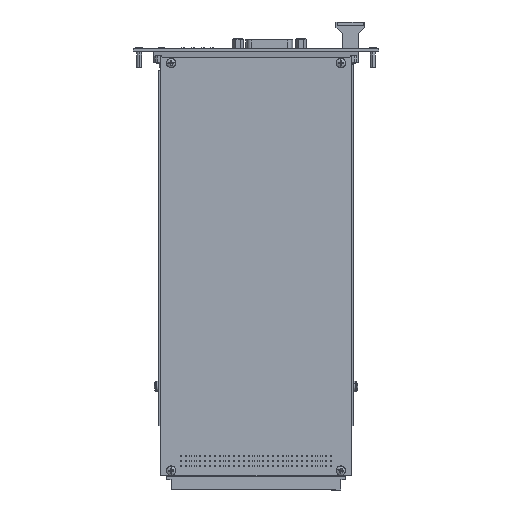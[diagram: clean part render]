
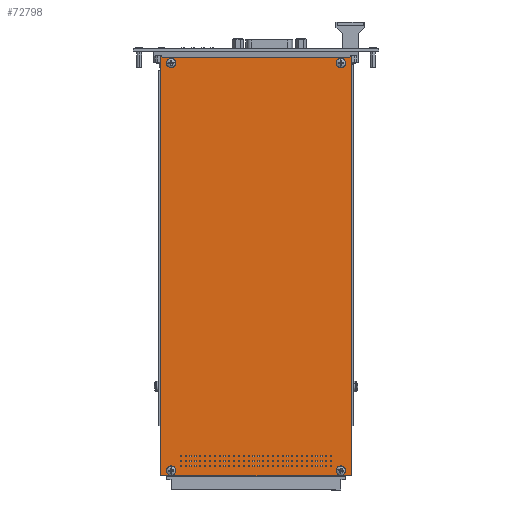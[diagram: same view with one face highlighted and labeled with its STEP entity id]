
A CAD part, left-side view. The second image highlights one B-rep face of the part: STEP entity #72798.
In plain terms, the highlighted planar face has unit normal (-1, 0, 0).
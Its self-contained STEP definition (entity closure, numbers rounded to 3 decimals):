
#8273 = VERTEX_POINT ( 'NONE', #84064 ) ;
#8279 = VERTEX_POINT ( 'NONE', #84070 ) ;
#8280 = VERTEX_POINT ( 'NONE', #84071 ) ;
#8284 = VERTEX_POINT ( 'NONE', #84075 ) ;
#8285 = VERTEX_POINT ( 'NONE', #84076 ) ;
#8286 = VERTEX_POINT ( 'NONE', #84077 ) ;
#8293 = VERTEX_POINT ( 'NONE', #84084 ) ;
#8294 = VERTEX_POINT ( 'NONE', #84085 ) ;
#8298 = VERTEX_POINT ( 'NONE', #84089 ) ;
#8299 = VERTEX_POINT ( 'NONE', #84090 ) ;
#8301 = VERTEX_POINT ( 'NONE', #84092 ) ;
#8306 = VERTEX_POINT ( 'NONE', #84097 ) ;
#13964 = CIRCLE ( 'NONE', #13967, 1.35 ) ;
#13967 = AXIS2_PLACEMENT_3D ( 'NONE', #20211, #20212, #20213 ) ;
#13971 = CIRCLE ( 'NONE', #13973, 1.35 ) ;
#13973 = AXIS2_PLACEMENT_3D ( 'NONE', #20223, #20224, #20225 ) ;
#13977 = CIRCLE ( 'NONE', #13979, 1.35 ) ;
#13979 = AXIS2_PLACEMENT_3D ( 'NONE', #20235, #20236, #20237 ) ;
#13983 = CIRCLE ( 'NONE', #13985, 1.35 ) ;
#13984 = VECTOR ( 'NONE', #20256, 1000. ) ;
#13985 = AXIS2_PLACEMENT_3D ( 'NONE', #20249, #20250, #20251 ) ;
#13990 = VECTOR ( 'NONE', #20267, 1000. ) ;
#13992 = VECTOR ( 'NONE', #20275, 1000. ) ;
#13997 = CIRCLE ( 'NONE', #14000, 1.35 ) ;
#13999 = VECTOR ( 'NONE', #20290, 1000. ) ;
#14000 = AXIS2_PLACEMENT_3D ( 'NONE', #20287, #20288, #20289 ) ;
#14003 = CIRCLE ( 'NONE', #14006, 1.35 ) ;
#14006 = AXIS2_PLACEMENT_3D ( 'NONE', #20297, #20298, #20299 ) ;
#14007 = CIRCLE ( 'NONE', #14010, 1.35 ) ;
#14010 = AXIS2_PLACEMENT_3D ( 'NONE', #20303, #20304, #20305 ) ;
#14011 = CIRCLE ( 'NONE', #14014, 1.35 ) ;
#14014 = AXIS2_PLACEMENT_3D ( 'NONE', #20313, #20314, #20315 ) ;
#20211 = CARTESIAN_POINT ( 'NONE',  ( 2.25, 19.75, -7.6 ) ) ;
#20212 = DIRECTION ( 'NONE',  ( 1., 0., 0. ) ) ;
#20213 = DIRECTION ( 'NONE',  ( 0., 0., -1. ) ) ;
#20223 = CARTESIAN_POINT ( 'NONE',  ( 2.25, 108.65, -7.6 ) ) ;
#20224 = DIRECTION ( 'NONE',  ( 1., 0., 0. ) ) ;
#20225 = DIRECTION ( 'NONE',  ( 0., 0., -1. ) ) ;
#20235 = CARTESIAN_POINT ( 'NONE',  ( 2.25, 108.65, -221.27 ) ) ;
#20236 = DIRECTION ( 'NONE',  ( 1., 0., 0. ) ) ;
#20237 = DIRECTION ( 'NONE',  ( 0., 0., -1. ) ) ;
#20246 = LINE ( 'NONE', #20254, #13984 ) ;
#20249 = CARTESIAN_POINT ( 'NONE',  ( 2.25, 19.75, -221.27 ) ) ;
#20250 = DIRECTION ( 'NONE',  ( 1., 0., 0. ) ) ;
#20251 = DIRECTION ( 'NONE',  ( 0., 0., -1. ) ) ;
#20254 = CARTESIAN_POINT ( 'NONE',  ( 2.25, -123.91, -4.03 ) ) ;
#20256 = DIRECTION ( 'NONE',  ( 0., 1., 0. ) ) ;
#20261 = LINE ( 'NONE', #20274, #13992 ) ;
#20265 = LINE ( 'NONE', #20266, #13990 ) ;
#20266 = CARTESIAN_POINT ( 'NONE',  ( 2.25, 14.2, -114.03 ) ) ;
#20267 = DIRECTION ( 'NONE',  ( 0., 0., -1. ) ) ;
#20274 = CARTESIAN_POINT ( 'NONE',  ( 2.25, -123.91, -224.03 ) ) ;
#20275 = DIRECTION ( 'NONE',  ( 0., 1., 0. ) ) ;
#20281 = LINE ( 'NONE', #20282, #13999 ) ;
#20282 = CARTESIAN_POINT ( 'NONE',  ( 2.25, 114.2, -114.03 ) ) ;
#20287 = CARTESIAN_POINT ( 'NONE',  ( 2.25, 19.75, -221.27 ) ) ;
#20288 = DIRECTION ( 'NONE',  ( 1., 0., 0. ) ) ;
#20289 = DIRECTION ( 'NONE',  ( 0., 0., -1. ) ) ;
#20290 = DIRECTION ( 'NONE',  ( 0., 0., -1. ) ) ;
#20297 = CARTESIAN_POINT ( 'NONE',  ( 2.25, 108.65, -221.27 ) ) ;
#20298 = DIRECTION ( 'NONE',  ( 1., 0., 0. ) ) ;
#20299 = DIRECTION ( 'NONE',  ( 0., 0., -1. ) ) ;
#20303 = CARTESIAN_POINT ( 'NONE',  ( 2.25, 108.65, -7.6 ) ) ;
#20304 = DIRECTION ( 'NONE',  ( 1., 0., 0. ) ) ;
#20305 = DIRECTION ( 'NONE',  ( 0., 0., -1. ) ) ;
#20313 = CARTESIAN_POINT ( 'NONE',  ( 2.25, 19.75, -7.6 ) ) ;
#20314 = DIRECTION ( 'NONE',  ( 1., 0., 0. ) ) ;
#20315 = DIRECTION ( 'NONE',  ( 0., 0., -1. ) ) ;
#40137 = PLANE ( 'NONE',  #54294 ) ;
#40147 = FACE_BOUND ( 'NONE', #59552, .T. ) ;
#40152 = FACE_BOUND ( 'NONE', #59553, .T. ) ;
#40154 = FACE_BOUND ( 'NONE', #59550, .T. ) ;
#40156 = CARTESIAN_POINT ( 'NONE',  ( 2.25, -123.91, -114.03 ) ) ;
#40157 = FACE_OUTER_BOUND ( 'NONE', #59554, .T. ) ;
#40160 = FACE_BOUND ( 'NONE', #59546, .T. ) ;
#40163 = DIRECTION ( 'NONE',  ( 1., 0., 0. ) ) ;
#40164 = DIRECTION ( 'NONE',  ( 0., 0., -1. ) ) ;
#54294 = AXIS2_PLACEMENT_3D ( 'NONE', #40156, #40163, #40164 ) ;
#59546 = EDGE_LOOP ( 'NONE', ( #80272, #80271 ) ) ;
#59550 = EDGE_LOOP ( 'NONE', ( #80280, #80279 ) ) ;
#59552 = EDGE_LOOP ( 'NONE', ( #80278, #80277 ) ) ;
#59553 = EDGE_LOOP ( 'NONE', ( #80270, #80269 ) ) ;
#59554 = EDGE_LOOP ( 'NONE', ( #80276, #80275, #80274, #80273 ) ) ;
#72798 = ADVANCED_FACE ( 'NONE', ( #40154, #40147, #40157, #40160, #40152 ), #40137, .F. ) ;
#80269 = ORIENTED_EDGE ( 'NONE', *, *, #92383, .T. ) ;
#80270 = ORIENTED_EDGE ( 'NONE', *, *, #92350, .T. ) ;
#80271 = ORIENTED_EDGE ( 'NONE', *, *, #92375, .T. ) ;
#80272 = ORIENTED_EDGE ( 'NONE', *, *, #92362, .T. ) ;
#80273 = ORIENTED_EDGE ( 'NONE', *, *, #92368, .F. ) ;
#80274 = ORIENTED_EDGE ( 'NONE', *, *, #92371, .F. ) ;
#80275 = ORIENTED_EDGE ( 'NONE', *, *, #92376, .T. ) ;
#80276 = ORIENTED_EDGE ( 'NONE', *, *, #92364, .T. ) ;
#80277 = ORIENTED_EDGE ( 'NONE', *, *, #92379, .T. ) ;
#80278 = ORIENTED_EDGE ( 'NONE', *, *, #92358, .T. ) ;
#80279 = ORIENTED_EDGE ( 'NONE', *, *, #92381, .T. ) ;
#80280 = ORIENTED_EDGE ( 'NONE', *, *, #92354, .T. ) ;
#84064 = CARTESIAN_POINT ( 'NONE',  ( 2.25, 19.75, -6.25 ) ) ;
#84070 = CARTESIAN_POINT ( 'NONE',  ( 2.25, 108.65, -8.95 ) ) ;
#84071 = CARTESIAN_POINT ( 'NONE',  ( 2.25, 108.65, -6.25 ) ) ;
#84075 = CARTESIAN_POINT ( 'NONE',  ( 2.25, 19.75, -8.95 ) ) ;
#84076 = CARTESIAN_POINT ( 'NONE',  ( 2.25, 108.65, -222.62 ) ) ;
#84077 = CARTESIAN_POINT ( 'NONE',  ( 2.25, 108.65, -219.92 ) ) ;
#84084 = CARTESIAN_POINT ( 'NONE',  ( 2.25, 14.2, -224.03 ) ) ;
#84085 = CARTESIAN_POINT ( 'NONE',  ( 2.25, 114.2, -4.03 ) ) ;
#84089 = CARTESIAN_POINT ( 'NONE',  ( 2.25, 19.75, -219.92 ) ) ;
#84090 = CARTESIAN_POINT ( 'NONE',  ( 2.25, 19.75, -222.62 ) ) ;
#84092 = CARTESIAN_POINT ( 'NONE',  ( 2.25, 14.2, -4.03 ) ) ;
#84097 = CARTESIAN_POINT ( 'NONE',  ( 2.25, 114.2, -224.03 ) ) ;
#92350 = EDGE_CURVE ( 'NONE', #8273, #8284, #13964, .T. ) ;
#92354 = EDGE_CURVE ( 'NONE', #8280, #8279, #13971, .T. ) ;
#92358 = EDGE_CURVE ( 'NONE', #8286, #8285, #13977, .T. ) ;
#92362 = EDGE_CURVE ( 'NONE', #8298, #8299, #13983, .T. ) ;
#92364 = EDGE_CURVE ( 'NONE', #8301, #8294, #20246, .T. ) ;
#92368 = EDGE_CURVE ( 'NONE', #8301, #8293, #20265, .T. ) ;
#92371 = EDGE_CURVE ( 'NONE', #8293, #8306, #20261, .T. ) ;
#92375 = EDGE_CURVE ( 'NONE', #8299, #8298, #13997, .T. ) ;
#92376 = EDGE_CURVE ( 'NONE', #8294, #8306, #20281, .T. ) ;
#92379 = EDGE_CURVE ( 'NONE', #8285, #8286, #14003, .T. ) ;
#92381 = EDGE_CURVE ( 'NONE', #8279, #8280, #14007, .T. ) ;
#92383 = EDGE_CURVE ( 'NONE', #8284, #8273, #14011, .T. ) ;
